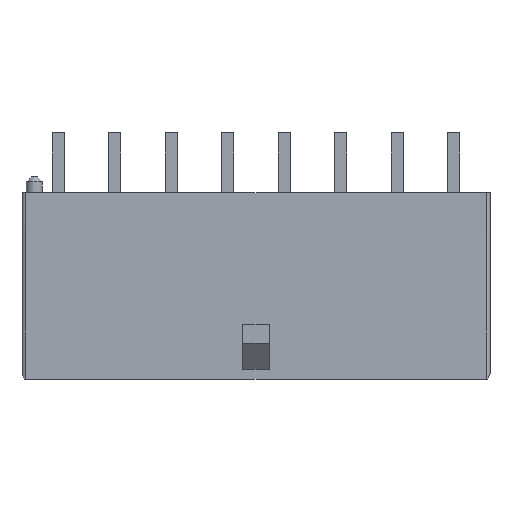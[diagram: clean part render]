
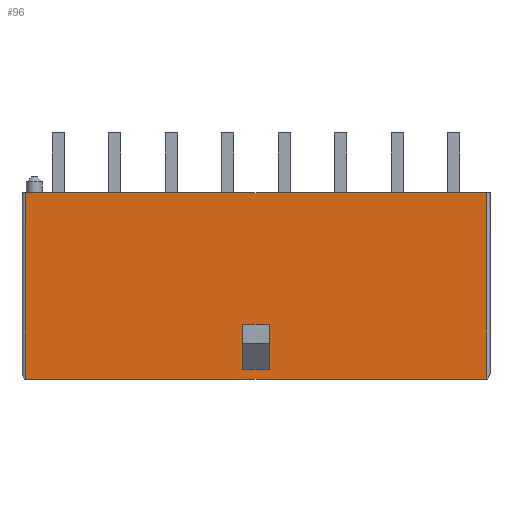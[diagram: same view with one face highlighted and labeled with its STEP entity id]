
A CAD part, top view. The second image highlights one B-rep face of the part: STEP entity #96.
In plain terms, the highlighted planar face has unit normal (0, 0, 1).
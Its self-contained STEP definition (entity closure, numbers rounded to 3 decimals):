
#55=FACE_BOUND('',#524,.T.);
#56=FACE_BOUND('',#525,.T.);
#96=ADVANCED_FACE('',(#55,#56),#245,.F.);
#245=PLANE('',#2729);
#524=EDGE_LOOP('',(#705,#706,#707,#708));
#525=EDGE_LOOP('',(#709,#710,#711,#712));
#705=ORIENTED_EDGE('',*,*,#1674,.T.);
#706=ORIENTED_EDGE('',*,*,#1675,.F.);
#707=ORIENTED_EDGE('',*,*,#1676,.F.);
#708=ORIENTED_EDGE('',*,*,#1677,.T.);
#709=ORIENTED_EDGE('',*,*,#1678,.F.);
#710=ORIENTED_EDGE('',*,*,#1679,.T.);
#711=ORIENTED_EDGE('',*,*,#1680,.T.);
#712=ORIENTED_EDGE('',*,*,#1681,.F.);
#1431=VERTEX_POINT('',#3585);
#1432=VERTEX_POINT('',#3586);
#1433=VERTEX_POINT('',#3588);
#1434=VERTEX_POINT('',#3590);
#1435=VERTEX_POINT('',#3593);
#1436=VERTEX_POINT('',#3594);
#1437=VERTEX_POINT('',#3596);
#1438=VERTEX_POINT('',#3598);
#1674=EDGE_CURVE('',#1431,#1432,#2037,.T.);
#1675=EDGE_CURVE('',#1433,#1432,#2038,.T.);
#1676=EDGE_CURVE('',#1434,#1433,#2039,.T.);
#1677=EDGE_CURVE('',#1434,#1431,#2040,.T.);
#1678=EDGE_CURVE('',#1435,#1436,#2041,.T.);
#1679=EDGE_CURVE('',#1435,#1437,#2042,.T.);
#1680=EDGE_CURVE('',#1437,#1438,#2043,.T.);
#1681=EDGE_CURVE('',#1436,#1438,#2044,.T.);
#2037=LINE('',#3584,#2385);
#2038=LINE('',#3587,#2386);
#2039=LINE('',#3589,#2387);
#2040=LINE('',#3591,#2388);
#2041=LINE('',#3592,#2389);
#2042=LINE('',#3595,#2390);
#2043=LINE('',#3597,#2391);
#2044=LINE('',#3599,#2392);
#2385=VECTOR('',#2902,1.);
#2386=VECTOR('',#2903,1.);
#2387=VECTOR('',#2904,1.);
#2388=VECTOR('',#2905,1.);
#2389=VECTOR('',#2906,1.);
#2390=VECTOR('',#2907,1.);
#2391=VECTOR('',#2908,1.);
#2392=VECTOR('',#2909,1.);
#2729=AXIS2_PLACEMENT_3D('',#3600,#2910,#2911);
#2902=DIRECTION('',(1.,0.,0.));
#2903=DIRECTION('',(0.,-1.,0.));
#2904=DIRECTION('',(1.,0.,0.));
#2905=DIRECTION('',(0.,-1.,0.));
#2906=DIRECTION('',(0.,1.,0.));
#2907=DIRECTION('',(-1.,0.,0.));
#2908=DIRECTION('',(0.,1.,0.));
#2909=DIRECTION('',(-1.,0.,0.));
#2910=DIRECTION('',(0.,0.,-1.));
#2911=DIRECTION('',(-1.,0.,0.));
#3584=CARTESIAN_POINT('',(-12.225,0.,4.18));
#3585=CARTESIAN_POINT('',(-12.225,0.,4.18));
#3586=CARTESIAN_POINT('',(12.225,0.,4.18));
#3587=CARTESIAN_POINT('',(12.225,9.91,4.18));
#3588=CARTESIAN_POINT('',(12.225,9.91,4.18));
#3589=CARTESIAN_POINT('',(-12.225,9.91,4.18));
#3590=CARTESIAN_POINT('',(-12.225,9.91,4.18));
#3591=CARTESIAN_POINT('',(-12.225,9.91,4.18));
#3592=CARTESIAN_POINT('',(0.7,0.536,4.18));
#3593=CARTESIAN_POINT('',(0.7,0.536,4.18));
#3594=CARTESIAN_POINT('',(0.7,2.92,4.18));
#3595=CARTESIAN_POINT('',(0.7,0.536,4.18));
#3596=CARTESIAN_POINT('',(-0.7,0.536,4.18));
#3597=CARTESIAN_POINT('',(-0.7,0.536,4.18));
#3598=CARTESIAN_POINT('',(-0.7,2.92,4.18));
#3599=CARTESIAN_POINT('',(0.7,2.92,4.18));
#3600=CARTESIAN_POINT('',(-12.225,9.91,4.18));
